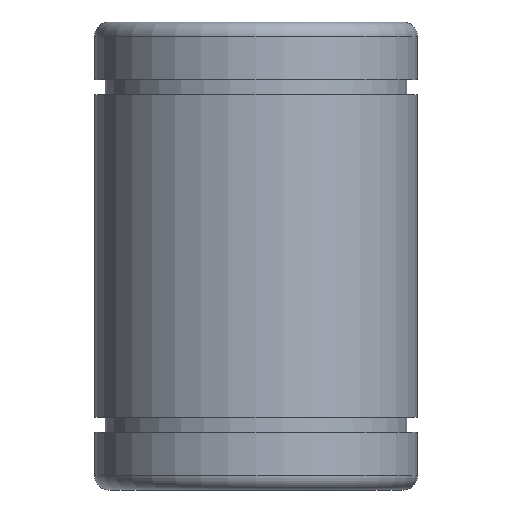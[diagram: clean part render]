
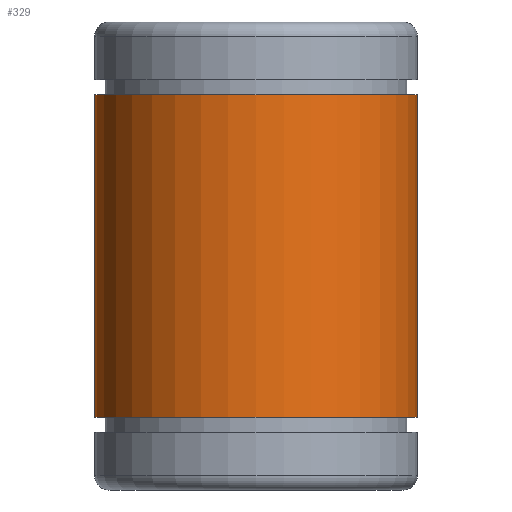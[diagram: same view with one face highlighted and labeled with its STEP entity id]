
A CAD part, front view. The second image highlights one B-rep face of the part: STEP entity #329.
In plain terms, the highlighted cylindrical face has radius 20 mm (diameter 40 mm), a partial arc.
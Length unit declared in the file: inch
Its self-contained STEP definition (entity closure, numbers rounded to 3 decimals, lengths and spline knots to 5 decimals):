
#2 = EDGE_CURVE ( 'NONE', #612, #456, #308, .T. ) ;
#15 = DIRECTION ( 'NONE',  ( -1., 0., 0. ) ) ;
#34 = DIRECTION ( 'NONE',  ( 0., 0., 1. ) ) ;
#37 = CARTESIAN_POINT ( 'NONE',  ( 0., 0., -0.3543 ) ) ;
#45 = AXIS2_PLACEMENT_3D ( 'NONE', #37, #34, #15 ) ;
#46 = EDGE_CURVE ( 'NONE', #536, #226, #279, .T. ) ;
#75 = EDGE_CURVE ( 'NONE', #536, #612, #254, .T. ) ;
#94 = CARTESIAN_POINT ( 'NONE',  ( 0., 0., -2.2834 ) ) ;
#100 = DIRECTION ( 'NONE',  ( 1., 0., 0. ) ) ;
#115 = EDGE_CURVE ( 'NONE', #456, #226, #234, .T. ) ;
#116 = DIRECTION ( 'NONE',  ( 1., 0., 0. ) ) ;
#118 = DIRECTION ( 'NONE',  ( 0., 0., -1. ) ) ;
#131 = CARTESIAN_POINT ( 'NONE',  ( 0., 0., -1.9291 ) ) ;
#162 = CYLINDRICAL_SURFACE ( 'NONE', #204, 0.7874 ) ;
#169 = FACE_OUTER_BOUND ( 'NONE', #614, .T. ) ;
#204 = AXIS2_PLACEMENT_3D ( 'NONE', #94, #216, #100 ) ;
#216 = DIRECTION ( 'NONE',  ( 0., 0., 1. ) ) ;
#226 = VERTEX_POINT ( 'NONE', #560 ) ;
#229 = CARTESIAN_POINT ( 'NONE',  ( 0.7874, 0., -1.9291 ) ) ;
#234 = CIRCLE ( 'NONE', #45, 0.7874 ) ;
#254 = CIRCLE ( 'NONE', #621, 0.7874 ) ;
#279 = LINE ( 'NONE', #302, #296 ) ;
#296 = VECTOR ( 'NONE', #358, 39.37008 ) ;
#302 = CARTESIAN_POINT ( 'NONE',  ( 0.7874, 0., -2.2834 ) ) ;
#306 = VECTOR ( 'NONE', #410, 39.37008 ) ;
#308 = LINE ( 'NONE', #412, #306 ) ;
#329 = ADVANCED_FACE ( 'NONE', ( #169 ), #162, .T. ) ;
#341 = ORIENTED_EDGE ( 'NONE', *, *, #75, .F. ) ;
#358 = DIRECTION ( 'NONE',  ( 0., 0., 1. ) ) ;
#410 = DIRECTION ( 'NONE',  ( 0., 0., 1. ) ) ;
#412 = CARTESIAN_POINT ( 'NONE',  ( -0.7874, 0., -2.2834 ) ) ;
#413 = CARTESIAN_POINT ( 'NONE',  ( -0.7874, 0., -0.3543 ) ) ;
#456 = VERTEX_POINT ( 'NONE', #413 ) ;
#498 = ORIENTED_EDGE ( 'NONE', *, *, #2, .F. ) ;
#528 = ORIENTED_EDGE ( 'NONE', *, *, #115, .F. ) ;
#536 = VERTEX_POINT ( 'NONE', #229 ) ;
#560 = CARTESIAN_POINT ( 'NONE',  ( 0.7874, 0., -0.3543 ) ) ;
#578 = CARTESIAN_POINT ( 'NONE',  ( -0.7874, 0., -1.9291 ) ) ;
#612 = VERTEX_POINT ( 'NONE', #578 ) ;
#614 = EDGE_LOOP ( 'NONE', ( #498, #341, #630, #528 ) ) ;
#621 = AXIS2_PLACEMENT_3D ( 'NONE', #131, #118, #116 ) ;
#630 = ORIENTED_EDGE ( 'NONE', *, *, #46, .T. ) ;
